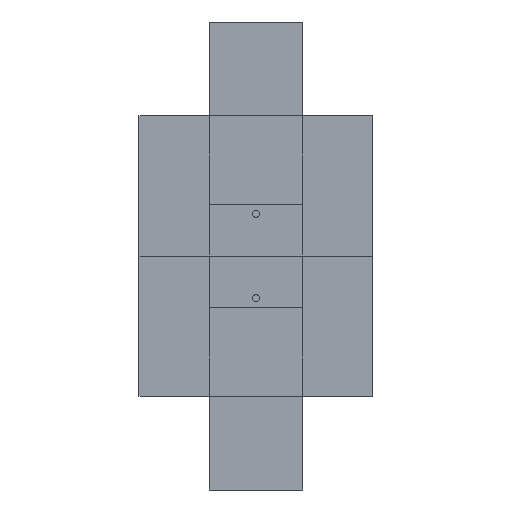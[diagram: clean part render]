
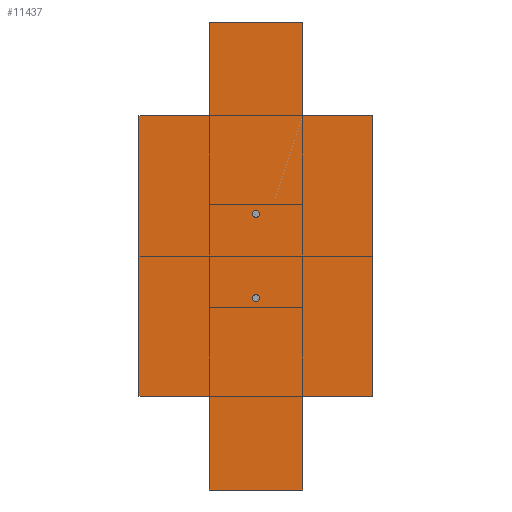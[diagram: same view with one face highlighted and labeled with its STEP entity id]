
A CAD part, front view. The second image highlights one B-rep face of the part: STEP entity #11437.
In plain terms, the highlighted planar face has unit normal (0, -1, 0).
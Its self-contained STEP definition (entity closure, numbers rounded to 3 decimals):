
#11146 = VERTEX_POINT('',#11147);
#11147 = CARTESIAN_POINT('',(2.,-0.425,-6.));
#11153 = EDGE_CURVE('',#11154,#11146,#11156,.T.);
#11154 = VERTEX_POINT('',#11155);
#11155 = CARTESIAN_POINT('',(2.,-0.425,-10.));
#11156 = LINE('',#11157,#11158);
#11157 = CARTESIAN_POINT('',(2.,-0.425,-4.25));
#11158 = VECTOR('',#11159,1.);
#11159 = DIRECTION('',(0.,-0.,1.));
#11184 = VERTEX_POINT('',#11185);
#11185 = CARTESIAN_POINT('',(5.,-0.425,-6.));
#11191 = EDGE_CURVE('',#11146,#11184,#11192,.T.);
#11192 = LINE('',#11193,#11194);
#11193 = CARTESIAN_POINT('',(1.75,-0.425,-6.));
#11194 = VECTOR('',#11195,1.);
#11195 = DIRECTION('',(1.,-0.,0.));
#11217 = VERTEX_POINT('',#11218);
#11218 = CARTESIAN_POINT('',(2.,-0.425,6.));
#11224 = EDGE_CURVE('',#11225,#11217,#11227,.T.);
#11225 = VERTEX_POINT('',#11226);
#11226 = CARTESIAN_POINT('',(5.,-0.425,6.));
#11227 = LINE('',#11228,#11229);
#11228 = CARTESIAN_POINT('',(1.75,-0.425,6.));
#11229 = VECTOR('',#11230,1.);
#11230 = DIRECTION('',(-1.,0.,0.));
#11255 = VERTEX_POINT('',#11256);
#11256 = CARTESIAN_POINT('',(2.,-0.425,10.));
#11262 = EDGE_CURVE('',#11217,#11255,#11263,.T.);
#11263 = LINE('',#11264,#11265);
#11264 = CARTESIAN_POINT('',(2.,-0.425,4.25));
#11265 = VECTOR('',#11266,1.);
#11266 = DIRECTION('',(0.,0.,1.));
#11277 = EDGE_CURVE('',#11278,#11280,#11282,.T.);
#11278 = VERTEX_POINT('',#11279);
#11279 = CARTESIAN_POINT('',(-2.,-0.425,-6.));
#11280 = VERTEX_POINT('',#11281);
#11281 = CARTESIAN_POINT('',(-2.,-0.425,-10.));
#11282 = LINE('',#11283,#11284);
#11283 = CARTESIAN_POINT('',(-2.,-0.425,-4.25));
#11284 = VECTOR('',#11285,1.);
#11285 = DIRECTION('',(0.,0.,-1.));
#11317 = EDGE_CURVE('',#11318,#11278,#11320,.T.);
#11318 = VERTEX_POINT('',#11319);
#11319 = CARTESIAN_POINT('',(-5.,-0.425,-6.));
#11320 = LINE('',#11321,#11322);
#11321 = CARTESIAN_POINT('',(-1.75,-0.425,-6.));
#11322 = VECTOR('',#11323,1.);
#11323 = DIRECTION('',(1.,-0.,0.));
#11348 = EDGE_CURVE('',#11349,#11351,#11353,.T.);
#11349 = VERTEX_POINT('',#11350);
#11350 = CARTESIAN_POINT('',(-2.,-0.425,6.));
#11351 = VERTEX_POINT('',#11352);
#11352 = CARTESIAN_POINT('',(-5.,-0.425,6.));
#11353 = LINE('',#11354,#11355);
#11354 = CARTESIAN_POINT('',(-1.75,-0.425,6.));
#11355 = VECTOR('',#11356,1.);
#11356 = DIRECTION('',(-1.,0.,-0.));
#11388 = EDGE_CURVE('',#11389,#11349,#11391,.T.);
#11389 = VERTEX_POINT('',#11390);
#11390 = CARTESIAN_POINT('',(-2.,-0.425,10.));
#11391 = LINE('',#11392,#11393);
#11392 = CARTESIAN_POINT('',(-2.,-0.425,4.25));
#11393 = VECTOR('',#11394,1.);
#11394 = DIRECTION('',(0.,0.,-1.));
#11420 = EDGE_CURVE('',#11280,#11154,#11421,.T.);
#11421 = LINE('',#11422,#11423);
#11422 = CARTESIAN_POINT('',(0.,-0.425,-10.));
#11423 = VECTOR('',#11424,1.);
#11424 = DIRECTION('',(1.,0.,0.));
#11437 = ADVANCED_FACE('',(#11438),#11467,.F.);
#11438 = FACE_BOUND('',#11439,.T.);
#11439 = EDGE_LOOP('',(#11440,#11441,#11442,#11448,#11449,#11450,#11456,
    #11457,#11458,#11464,#11465,#11466));
#11440 = ORIENTED_EDGE('',*,*,#11153,.T.);
#11441 = ORIENTED_EDGE('',*,*,#11191,.T.);
#11442 = ORIENTED_EDGE('',*,*,#11443,.F.);
#11443 = EDGE_CURVE('',#11225,#11184,#11444,.T.);
#11444 = LINE('',#11445,#11446);
#11445 = CARTESIAN_POINT('',(5.,-0.425,0.));
#11446 = VECTOR('',#11447,1.);
#11447 = DIRECTION('',(0.,0.,-1.));
#11448 = ORIENTED_EDGE('',*,*,#11224,.T.);
#11449 = ORIENTED_EDGE('',*,*,#11262,.T.);
#11450 = ORIENTED_EDGE('',*,*,#11451,.T.);
#11451 = EDGE_CURVE('',#11255,#11389,#11452,.T.);
#11452 = LINE('',#11453,#11454);
#11453 = CARTESIAN_POINT('',(0.,-0.425,10.));
#11454 = VECTOR('',#11455,1.);
#11455 = DIRECTION('',(-1.,0.,0.));
#11456 = ORIENTED_EDGE('',*,*,#11388,.T.);
#11457 = ORIENTED_EDGE('',*,*,#11348,.T.);
#11458 = ORIENTED_EDGE('',*,*,#11459,.T.);
#11459 = EDGE_CURVE('',#11351,#11318,#11460,.T.);
#11460 = LINE('',#11461,#11462);
#11461 = CARTESIAN_POINT('',(-5.,-0.425,0.));
#11462 = VECTOR('',#11463,1.);
#11463 = DIRECTION('',(0.,0.,-1.));
#11464 = ORIENTED_EDGE('',*,*,#11317,.T.);
#11465 = ORIENTED_EDGE('',*,*,#11277,.T.);
#11466 = ORIENTED_EDGE('',*,*,#11420,.T.);
#11467 = PLANE('',#11468);
#11468 = AXIS2_PLACEMENT_3D('',#11469,#11470,#11471);
#11469 = CARTESIAN_POINT('',(0.,-0.425,0.));
#11470 = DIRECTION('',(0.,1.,0.));
#11471 = DIRECTION('',(0.,-0.,1.));
